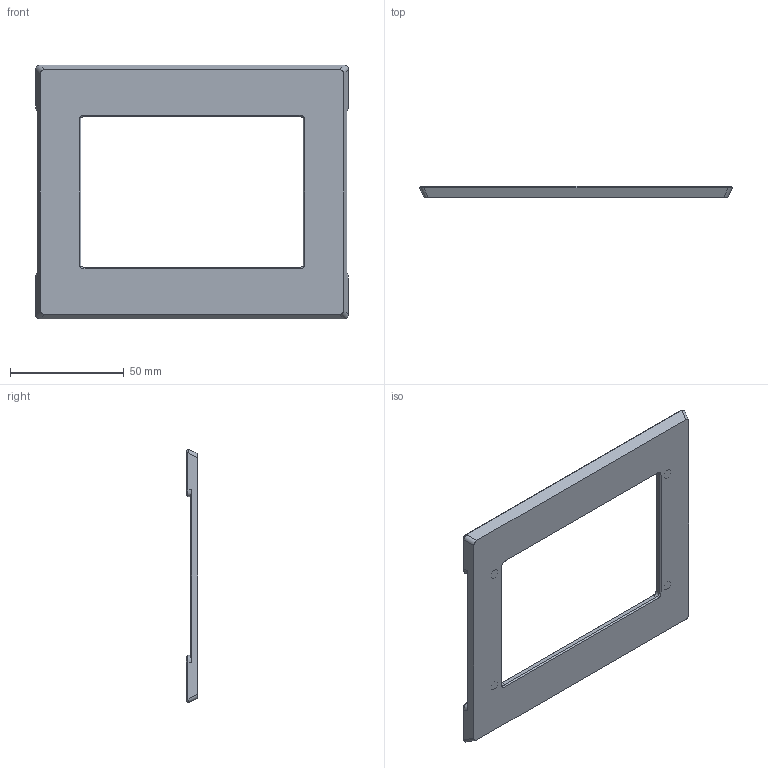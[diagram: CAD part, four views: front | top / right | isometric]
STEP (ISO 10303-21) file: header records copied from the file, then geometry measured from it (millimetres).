
FILE_DESCRIPTION (( 'STEP AP203' ), '1' );
FILE_NAME ('25d108 film carrier compatibility plate.step', '2025-12-20T06:33:48', ( '' ), ( '' ), '', '', '' );
FILE_SCHEMA (( 'CONFIG_CONTROL_DESIGN' ));
Length unit declared in the file: millimetre
Products named in the file (1): 25d108 film carrier compatibility plate
Bounding box: 137.5 x 5 x 111.5 mm (x, y, z)
Volume: 22646.7 mm3; surface area: 24496.7 mm2
Topology: 1 solids, 1 shells, 492 faces, 1322 edges, 864 vertices
Faces by surface type: plane 204, cylinder 200, bspline 88
Entity records: 23176 total; most frequent: CARTESIAN_POINT 11600, ORIENTED_EDGE 2644, DIRECTION 2064, EDGE_CURVE 1322, VERTEX_POINT 864, AXIS2_PLACEMENT_3D 717, LINE 630, VECTOR 630
